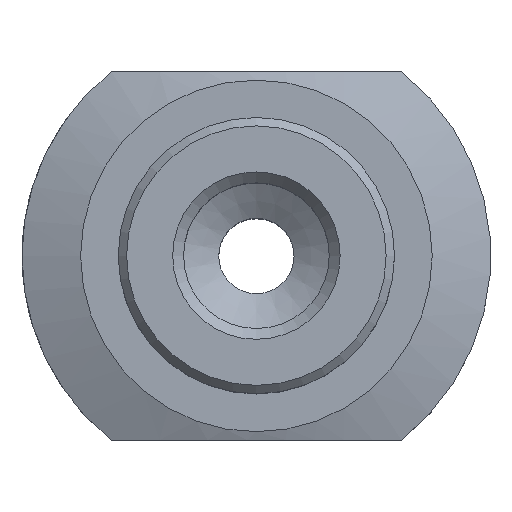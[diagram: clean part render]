
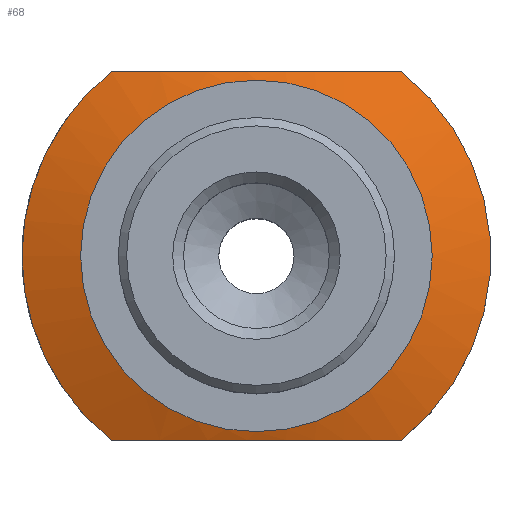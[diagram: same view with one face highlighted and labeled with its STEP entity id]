
A CAD part, top view. The second image highlights one B-rep face of the part: STEP entity #68.
In plain terms, the highlighted conical face has half-angle 70 degrees and reference radius 10.5 mm.
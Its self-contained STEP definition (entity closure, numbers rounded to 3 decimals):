
#68 = ADVANCED_FACE( '', ( #149, #150 ), #151, .T. );
#149 = FACE_BOUND( '', #240, .T. );
#150 = FACE_OUTER_BOUND( '', #241, .T. );
#151 = CONICAL_SURFACE( '', #242, 10.5, 1.222 );
#240 = EDGE_LOOP( '', ( #353 ) );
#241 = EDGE_LOOP( '', ( #354, #355, #356, #357 ) );
#242 = AXIS2_PLACEMENT_3D( '', #358, #359, #360 );
#353 = ORIENTED_EDGE( '', *, *, #453, .T. );
#354 = ORIENTED_EDGE( '', *, *, #442, .F. );
#355 = ORIENTED_EDGE( '', *, *, #459, .F. );
#356 = ORIENTED_EDGE( '', *, *, #460, .F. );
#357 = ORIENTED_EDGE( '', *, *, #449, .F. );
#358 = CARTESIAN_POINT( '', ( 0., 0., 6. ) );
#359 = DIRECTION( '', ( 0., 0., -1. ) );
#360 = DIRECTION( '', ( -1., 0., 0. ) );
#442 = EDGE_CURVE( '', #501, #503, #504, .F. );
#449 = EDGE_CURVE( '', #503, #513, #514, .T. );
#453 = EDGE_CURVE( '', #519, #519, #520, .T. );
#459 = EDGE_CURVE( '', #528, #501, #529, .T. );
#460 = EDGE_CURVE( '', #513, #528, #530, .T. );
#501 = VERTEX_POINT( '', #578 );
#503 = VERTEX_POINT( '', #581 );
#504 = B_SPLINE_CURVE_WITH_KNOTS( '', 3, ( #582, #583, #584, #585, #586, #587, #588, #589, #590, #591, #592, #593 ), .UNSPECIFIED., .F., .F., ( 4, 2, 2, 2, 2, 4 ), ( 0.014, 0.019, 0.023, 0.028, 0.03, 0.032 ), .UNSPECIFIED. );
#513 = VERTEX_POINT( '', #603 );
#514 = CIRCLE( '', #604, 14. );
#519 = VERTEX_POINT( '', #610 );
#520 = CIRCLE( '', #611, 10.5 );
#528 = VERTEX_POINT( '', #619 );
#529 = CIRCLE( '', #620, 14. );
#530 = B_SPLINE_CURVE_WITH_KNOTS( '', 3, ( #621, #622, #623, #624, #625, #626, #627, #628, #629, #630, #631, #632 ), .UNSPECIFIED., .F., .F., ( 4, 2, 2, 2, 2, 4 ), ( 0.014, 0.019, 0.023, 0.028, 0.03, 0.032 ), .UNSPECIFIED. );
#578 = CARTESIAN_POINT( '', ( 8.66, -11., 4.726 ) );
#581 = CARTESIAN_POINT( '', ( -8.66, -11., 4.726 ) );
#582 = CARTESIAN_POINT( '', ( -8.66, -11., 4.726 ) );
#583 = CARTESIAN_POINT( '', ( -7.228, -11., 5.049 ) );
#584 = CARTESIAN_POINT( '', ( -5.793, -11., 5.323 ) );
#585 = CARTESIAN_POINT( '', ( -2.917, -11., 5.708 ) );
#586 = CARTESIAN_POINT( '', ( -1.475, -11., 5.817 ) );
#587 = CARTESIAN_POINT( '', ( 1.417, -11., 5.819 ) );
#588 = CARTESIAN_POINT( '', ( 2.869, -11., 5.714 ) );
#589 = CARTESIAN_POINT( '', ( 5.051, -11., 5.423 ) );
#590 = CARTESIAN_POINT( '', ( 5.781, -11., 5.304 ) );
#591 = CARTESIAN_POINT( '', ( 7.227, -11., 5.037 ) );
#592 = CARTESIAN_POINT( '', ( 7.946, -11., 4.887 ) );
#593 = CARTESIAN_POINT( '', ( 8.66, -11., 4.726 ) );
#603 = CARTESIAN_POINT( '', ( -8.66, 11., 4.726 ) );
#604 = AXIS2_PLACEMENT_3D( '', #689, #690, #691 );
#610 = CARTESIAN_POINT( '', ( -10.5, 0., 6. ) );
#611 = AXIS2_PLACEMENT_3D( '', #696, #697, #698 );
#619 = CARTESIAN_POINT( '', ( 8.66, 11., 4.726 ) );
#620 = AXIS2_PLACEMENT_3D( '', #705, #706, #707 );
#621 = CARTESIAN_POINT( '', ( -8.66, 11., 4.726 ) );
#622 = CARTESIAN_POINT( '', ( -7.228, 11., 5.049 ) );
#623 = CARTESIAN_POINT( '', ( -5.793, 11., 5.323 ) );
#624 = CARTESIAN_POINT( '', ( -2.917, 11., 5.708 ) );
#625 = CARTESIAN_POINT( '', ( -1.475, 11., 5.817 ) );
#626 = CARTESIAN_POINT( '', ( 1.417, 11., 5.819 ) );
#627 = CARTESIAN_POINT( '', ( 2.869, 11., 5.714 ) );
#628 = CARTESIAN_POINT( '', ( 5.051, 11., 5.423 ) );
#629 = CARTESIAN_POINT( '', ( 5.781, 11., 5.304 ) );
#630 = CARTESIAN_POINT( '', ( 7.227, 11., 5.037 ) );
#631 = CARTESIAN_POINT( '', ( 7.946, 11., 4.887 ) );
#632 = CARTESIAN_POINT( '', ( 8.66, 11., 4.726 ) );
#689 = CARTESIAN_POINT( '', ( 0., 0., 4.726 ) );
#690 = DIRECTION( '', ( 0., 0., -1. ) );
#691 = DIRECTION( '', ( -1., 0., 0. ) );
#696 = CARTESIAN_POINT( '', ( 0., 0., 6. ) );
#697 = DIRECTION( '', ( 0., 0., -1. ) );
#698 = DIRECTION( '', ( -1., 0., 0. ) );
#705 = CARTESIAN_POINT( '', ( 0., 0., 4.726 ) );
#706 = DIRECTION( '', ( 0., 0., -1. ) );
#707 = DIRECTION( '', ( -1., 0., 0. ) );
